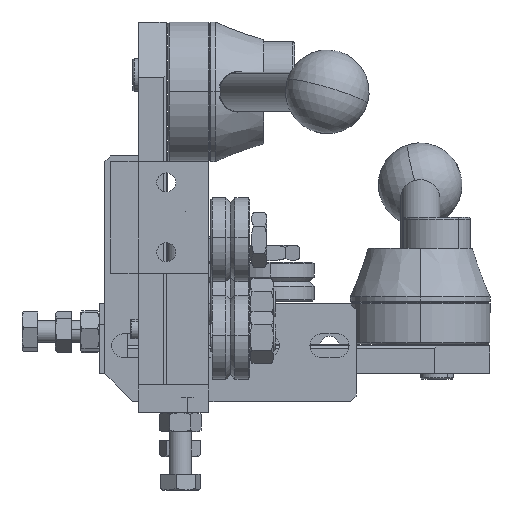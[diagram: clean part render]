
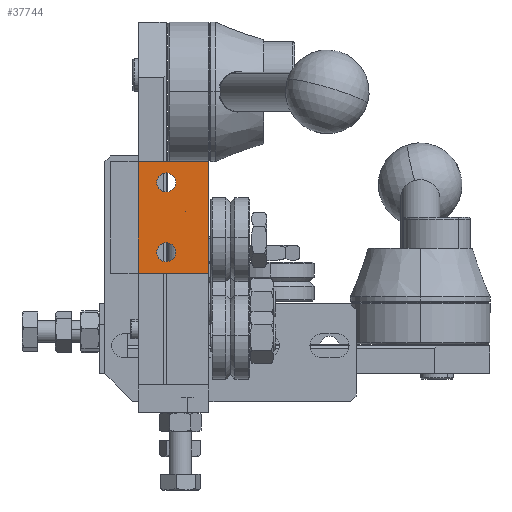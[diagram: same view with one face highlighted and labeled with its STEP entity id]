
A CAD part, left-side view. The second image highlights one B-rep face of the part: STEP entity #37744.
In plain terms, the highlighted planar face has unit normal (-1, 0, 0).
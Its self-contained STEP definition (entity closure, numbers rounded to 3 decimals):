
#329 = VERTEX_POINT ( 'NONE', #4642 ) ;
#722 = DIRECTION ( 'NONE',  ( 0., 0., -1. ) ) ;
#884 = ORIENTED_EDGE ( 'NONE', *, *, #45624, .T. ) ;
#1006 = AXIS2_PLACEMENT_3D ( 'NONE', #7911, #49512, #42211 ) ;
#1409 = ORIENTED_EDGE ( 'NONE', *, *, #3723, .F. ) ;
#1459 = CARTESIAN_POINT ( 'NONE',  ( -255.691, 17.599, 223.952 ) ) ;
#3217 = CARTESIAN_POINT ( 'NONE',  ( -255.691, 32.599, 188.052 ) ) ;
#3723 = EDGE_CURVE ( 'NONE', #28287, #30813, #28953, .T. ) ;
#3923 = VERTEX_POINT ( 'NONE', #36507 ) ;
#4642 = CARTESIAN_POINT ( 'NONE',  ( -255.691, 32.599, 219.852 ) ) ;
#5442 = CIRCLE ( 'NONE', #9493, 3.4 ) ;
#5574 = CARTESIAN_POINT ( 'NONE',  ( -255.691, 32.599, 191.452 ) ) ;
#7194 = LINE ( 'NONE', #37955, #45477 ) ;
#7911 = CARTESIAN_POINT ( 'NONE',  ( -255.691, 32.599, 191.452 ) ) ;
#8014 = EDGE_CURVE ( 'NONE', #3923, #19745, #45961, .T. ) ;
#8108 = VERTEX_POINT ( 'NONE', #34350 ) ;
#8493 = CARTESIAN_POINT ( 'NONE',  ( -255.691, 17.599, 223.952 ) ) ;
#8529 = DIRECTION ( 'NONE',  ( 1., 0., 0. ) ) ;
#9493 = AXIS2_PLACEMENT_3D ( 'NONE', #23094, #49702, #30709 ) ;
#11967 = ORIENTED_EDGE ( 'NONE', *, *, #39872, .F. ) ;
#14752 = ORIENTED_EDGE ( 'NONE', *, *, #20178, .F. ) ;
#14776 = FACE_BOUND ( 'NONE', #17808, .T. ) ;
#15212 = EDGE_CURVE ( 'NONE', #30813, #28287, #34252, .T. ) ;
#15509 = CIRCLE ( 'NONE', #16288, 3.4 ) ;
#15696 = CARTESIAN_POINT ( 'NONE',  ( -255.691, 42.599, 223.952 ) ) ;
#16288 = AXIS2_PLACEMENT_3D ( 'NONE', #18864, #34340, #30504 ) ;
#17808 = EDGE_LOOP ( 'NONE', ( #14752, #11967 ) ) ;
#18047 = VERTEX_POINT ( 'NONE', #41978 ) ;
#18657 = DIRECTION ( 'NONE',  ( 0., -1., 0. ) ) ;
#18864 = CARTESIAN_POINT ( 'NONE',  ( -255.691, 32.599, 216.452 ) ) ;
#18998 = ORIENTED_EDGE ( 'NONE', *, *, #8014, .F. ) ;
#19745 = VERTEX_POINT ( 'NONE', #8493 ) ;
#20178 = EDGE_CURVE ( 'NONE', #329, #8108, #15509, .T. ) ;
#20415 = ORIENTED_EDGE ( 'NONE', *, *, #15212, .F. ) ;
#23094 = CARTESIAN_POINT ( 'NONE',  ( -255.691, 32.599, 216.452 ) ) ;
#23284 = LINE ( 'NONE', #15696, #47041 ) ;
#24524 = DIRECTION ( 'NONE',  ( 0., 0., -1. ) ) ;
#26050 = VECTOR ( 'NONE', #44402, 1000. ) ;
#27029 = EDGE_CURVE ( 'NONE', #3923, #18047, #23284, .T. ) ;
#28287 = VERTEX_POINT ( 'NONE', #47014 ) ;
#28953 = CIRCLE ( 'NONE', #43590, 3.4 ) ;
#29434 = DIRECTION ( 'NONE',  ( 0., 0., 1. ) ) ;
#29532 = VERTEX_POINT ( 'NONE', #41327 ) ;
#29689 = DIRECTION ( 'NONE',  ( 0., -1., 0. ) ) ;
#30504 = DIRECTION ( 'NONE',  ( 0., 0., 1. ) ) ;
#30709 = DIRECTION ( 'NONE',  ( 0., 0., 1. ) ) ;
#30813 = VERTEX_POINT ( 'NONE', #3217 ) ;
#31087 = ORIENTED_EDGE ( 'NONE', *, *, #36272, .F. ) ;
#32131 = EDGE_LOOP ( 'NONE', ( #884, #31087, #18998, #33171 ) ) ;
#33171 = ORIENTED_EDGE ( 'NONE', *, *, #27029, .T. ) ;
#33507 = CARTESIAN_POINT ( 'NONE',  ( -255.691, 17.599, 223.952 ) ) ;
#34252 = CIRCLE ( 'NONE', #1006, 3.4 ) ;
#34340 = DIRECTION ( 'NONE',  ( -1., 0., 0. ) ) ;
#34350 = CARTESIAN_POINT ( 'NONE',  ( -255.691, 32.599, 213.052 ) ) ;
#36272 = EDGE_CURVE ( 'NONE', #19745, #29532, #36799, .T. ) ;
#36507 = CARTESIAN_POINT ( 'NONE',  ( -255.691, 42.599, 223.952 ) ) ;
#36742 = AXIS2_PLACEMENT_3D ( 'NONE', #1459, #8529, #24524 ) ;
#36799 = LINE ( 'NONE', #40838, #26050 ) ;
#37682 = EDGE_LOOP ( 'NONE', ( #1409, #20415 ) ) ;
#37744 = ADVANCED_FACE ( 'NONE', ( #14776, #49219, #45728 ), #41641, .F. ) ;
#37955 = CARTESIAN_POINT ( 'NONE',  ( -255.691, 17.599, 183.952 ) ) ;
#39872 = EDGE_CURVE ( 'NONE', #8108, #329, #5442, .T. ) ;
#40838 = CARTESIAN_POINT ( 'NONE',  ( -255.691, 17.599, 223.952 ) ) ;
#41327 = CARTESIAN_POINT ( 'NONE',  ( -255.691, 17.599, 183.952 ) ) ;
#41641 = PLANE ( 'NONE',  #36742 ) ;
#41978 = CARTESIAN_POINT ( 'NONE',  ( -255.691, 42.599, 183.952 ) ) ;
#42211 = DIRECTION ( 'NONE',  ( 0., 0., 1. ) ) ;
#43590 = AXIS2_PLACEMENT_3D ( 'NONE', #5574, #44187, #29434 ) ;
#44187 = DIRECTION ( 'NONE',  ( -1., 0., 0. ) ) ;
#44402 = DIRECTION ( 'NONE',  ( 0., 0., -1. ) ) ;
#45477 = VECTOR ( 'NONE', #18657, 1000. ) ;
#45624 = EDGE_CURVE ( 'NONE', #18047, #29532, #7194, .T. ) ;
#45728 = FACE_OUTER_BOUND ( 'NONE', #32131, .T. ) ;
#45946 = VECTOR ( 'NONE', #29689, 1000. ) ;
#45961 = LINE ( 'NONE', #33507, #45946 ) ;
#47014 = CARTESIAN_POINT ( 'NONE',  ( -255.691, 32.599, 194.852 ) ) ;
#47041 = VECTOR ( 'NONE', #722, 1000. ) ;
#49219 = FACE_BOUND ( 'NONE', #37682, .T. ) ;
#49512 = DIRECTION ( 'NONE',  ( -1., 0., 0. ) ) ;
#49702 = DIRECTION ( 'NONE',  ( -1., 0., 0. ) ) ;
